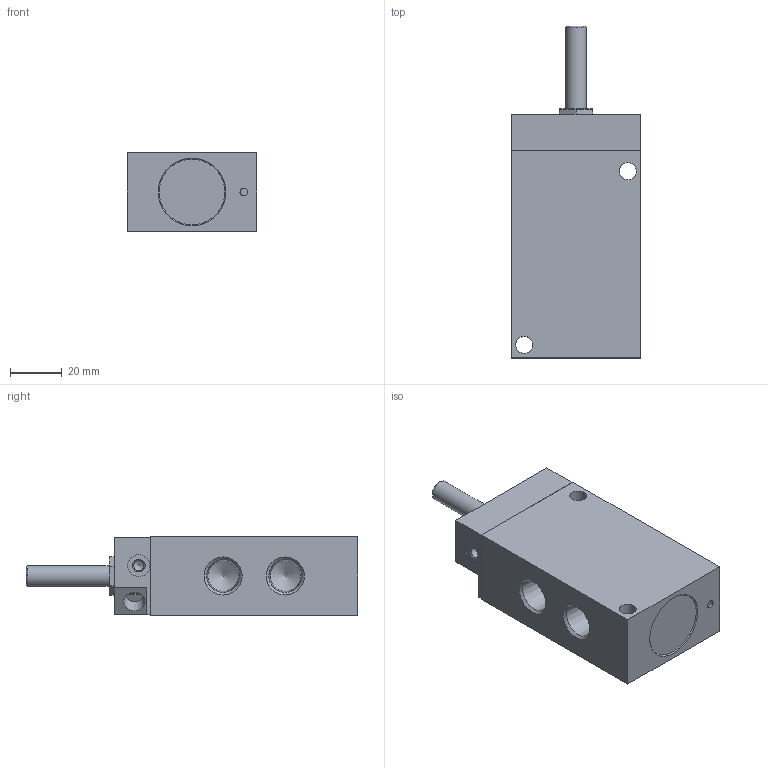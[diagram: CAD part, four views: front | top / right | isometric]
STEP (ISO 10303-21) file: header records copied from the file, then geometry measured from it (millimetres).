
FILE_DESCRIPTION(/* description */ ('STEP AP214'),/* implementation_level */ '2;1');
FILE_NAME(/* name */ '12618_MFH-5-1_4-S-NPT',/* time_stamp */ '2024-09-05T09:46:53+02:00',/* author */ ('License CC BY-ND 4.0'),/* organization */ ('CADENAS'),/* preprocessor_version */ 'ST-DEVELOPER v19.3',/* originating_system */ 'PARTsolutions',/* authorisation */ ' ');
FILE_SCHEMA (('AUTOMOTIVE_DESIGN {1 0 10303 214 3 1 1}'));
Length unit declared in the file: millimetre
Products named in the file (1): 12618 MFH-5-1/4-S-NPT
Bounding box: 50 x 128 x 30.4 mm (x, y, z)
Volume: 129870.9 mm3; surface area: 24084.8 mm2
Topology: 1 solids, 1 shells, 140 faces, 339 edges, 215 vertices
Faces by surface type: plane 61, cone 40, cylinder 37, torus 2
Full cylindrical faces by diameter (mm): 3 x1, 3.967 x1, 4.134 x1, 6.5 x2, 7 x3, 7.1 x1, 7.8 x2, 8 x1, 8.5 x1
Entity records: 3919 total; most frequent: CARTESIAN_POINT 871, DIRECTION 595, ORIENTED_EDGE 582, EDGE_CURVE 291, AXIS2_PLACEMENT_3D 235, VERTEX_POINT 211, FACE_BOUND 202, EDGE_LOOP 195
